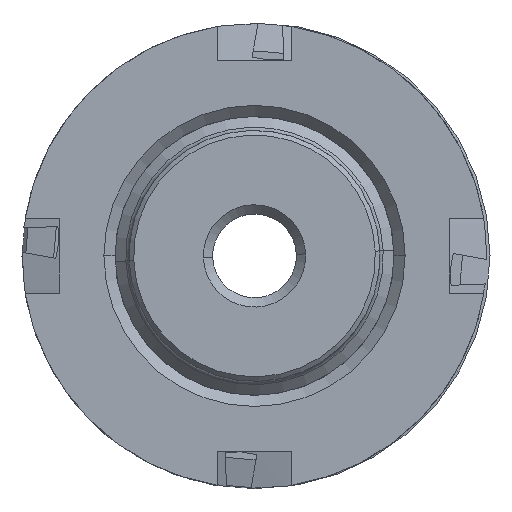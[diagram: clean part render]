
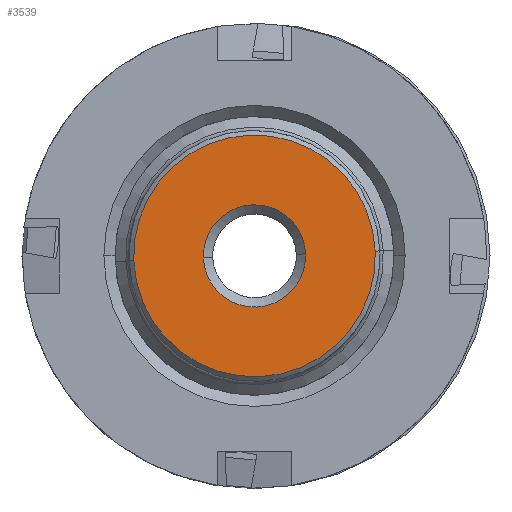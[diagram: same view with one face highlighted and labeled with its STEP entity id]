
A CAD part, front view. The second image highlights one B-rep face of the part: STEP entity #3539.
In plain terms, the highlighted planar face has unit normal (0, -1, 0).
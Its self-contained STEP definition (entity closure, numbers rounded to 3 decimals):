
#30 = CIRCLE ( 'NONE', #1094, 6.5 ) ;
#124 = EDGE_CURVE ( 'NONE', #3741, #3493, #2653, .T. ) ;
#281 = CARTESIAN_POINT ( 'NONE',  ( 6.5, -6.413, 0. ) ) ;
#289 = DIRECTION ( 'NONE',  ( -1., 0., 0. ) ) ;
#301 = DIRECTION ( 'NONE',  ( 0., 1., 0. ) ) ;
#467 = DIRECTION ( 'NONE',  ( 0., 1., 0. ) ) ;
#569 = CARTESIAN_POINT ( 'NONE',  ( 0., -6.413, 0. ) ) ;
#641 = CARTESIAN_POINT ( 'NONE',  ( -6.5, -6.413, 0. ) ) ;
#686 = DIRECTION ( 'NONE',  ( -1., 0., 0. ) ) ;
#750 = ORIENTED_EDGE ( 'NONE', *, *, #1542, .T. ) ;
#1094 = AXIS2_PLACEMENT_3D ( 'NONE', #3257, #467, #2920 ) ;
#1252 = DIRECTION ( 'NONE',  ( 0., 1., 0. ) ) ;
#1253 = EDGE_CURVE ( 'NONE', #1599, #3459, #2670, .T. ) ;
#1378 = DIRECTION ( 'NONE',  ( 0., 1., 0. ) ) ;
#1409 = EDGE_LOOP ( 'NONE', ( #2349, #750 ) ) ;
#1453 = AXIS2_PLACEMENT_3D ( 'NONE', #4157, #301, #289 ) ;
#1510 = AXIS2_PLACEMENT_3D ( 'NONE', #3478, #1378, #4192 ) ;
#1542 = EDGE_CURVE ( 'NONE', #3493, #3741, #4400, .T. ) ;
#1599 = VERTEX_POINT ( 'NONE', #641 ) ;
#1683 = CARTESIAN_POINT ( 'NONE',  ( -2.75, -6.413, 0. ) ) ;
#1789 = CARTESIAN_POINT ( 'NONE',  ( 2.75, -6.413, 0. ) ) ;
#1843 = EDGE_CURVE ( 'NONE', #3459, #1599, #30, .T. ) ;
#1922 = FACE_BOUND ( 'NONE', #1409, .T. ) ;
#1991 = ORIENTED_EDGE ( 'NONE', *, *, #1253, .F. ) ;
#2349 = ORIENTED_EDGE ( 'NONE', *, *, #124, .T. ) ;
#2384 = EDGE_LOOP ( 'NONE', ( #1991, #4467 ) ) ;
#2446 = AXIS2_PLACEMENT_3D ( 'NONE', #2783, #4177, #686 ) ;
#2653 = CIRCLE ( 'NONE', #3534, 2.75 ) ;
#2670 = CIRCLE ( 'NONE', #1453, 6.5 ) ;
#2783 = CARTESIAN_POINT ( 'NONE',  ( 0., -6.413, 0. ) ) ;
#2833 = PLANE ( 'NONE',  #1510 ) ;
#2920 = DIRECTION ( 'NONE',  ( -1., 0., 0. ) ) ;
#3257 = CARTESIAN_POINT ( 'NONE',  ( 0., -6.413, 0. ) ) ;
#3459 = VERTEX_POINT ( 'NONE', #281 ) ;
#3478 = CARTESIAN_POINT ( 'NONE',  ( 2.75, -6.413, 0. ) ) ;
#3493 = VERTEX_POINT ( 'NONE', #1683 ) ;
#3534 = AXIS2_PLACEMENT_3D ( 'NONE', #569, #1252, #3719 ) ;
#3539 = ADVANCED_FACE ( 'NONE', ( #4074, #1922 ), #2833, .F. ) ;
#3719 = DIRECTION ( 'NONE',  ( -1., 0., 0. ) ) ;
#3741 = VERTEX_POINT ( 'NONE', #1789 ) ;
#4074 = FACE_OUTER_BOUND ( 'NONE', #2384, .T. ) ;
#4157 = CARTESIAN_POINT ( 'NONE',  ( 0., -6.413, 0. ) ) ;
#4177 = DIRECTION ( 'NONE',  ( 0., 1., 0. ) ) ;
#4192 = DIRECTION ( 'NONE',  ( -1., 0., 0. ) ) ;
#4400 = CIRCLE ( 'NONE', #2446, 2.75 ) ;
#4467 = ORIENTED_EDGE ( 'NONE', *, *, #1843, .F. ) ;
